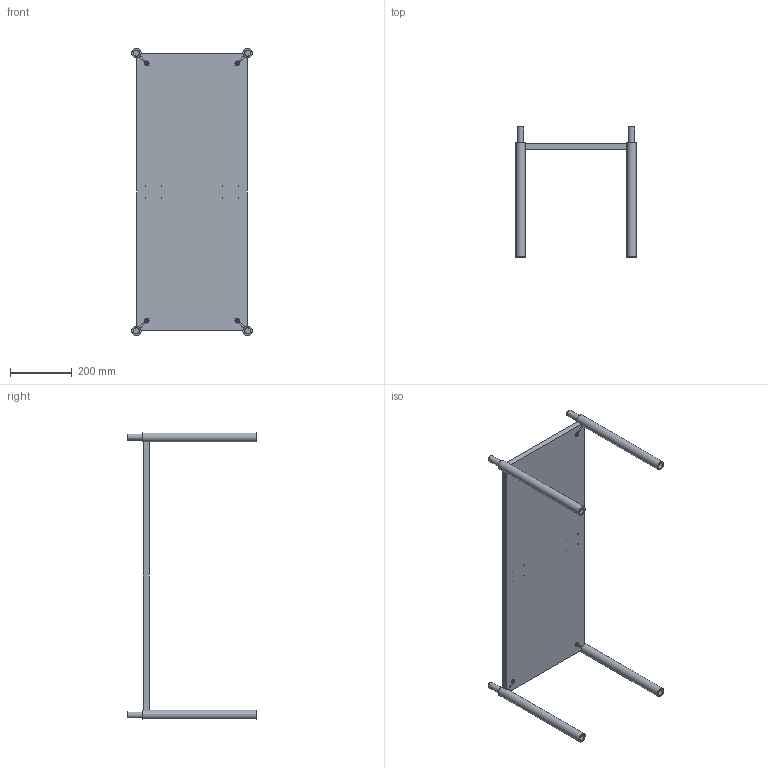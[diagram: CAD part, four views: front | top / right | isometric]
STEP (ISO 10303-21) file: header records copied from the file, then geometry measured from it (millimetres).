
FILE_DESCRIPTION(/* description */ (''),/* implementation_level */ '2;1');
FILE_NAME(/* name */ 'STILT_MODULE_3_ ASSEMBLY.stp',/* time_stamp */ '2018-06-22T15:02:28+02:00',/* author */ ('SørenNielsen'),/* organization */ (''),/* preprocessor_version */ 'ST-DEVELOPER v16.13',/* originating_system */ 'Autodesk Inventor 2018',/* authorisation */ '');
FILE_SCHEMA (('AUTOMOTIVE_DESIGN { 1 0 10303 214 3 1 1 }'));
Length unit declared in the file: millimetre
Products named in the file (8): STILT_MODULE_3_ ASSEMBLY; 180208_STILT_SHELF_19MM_REV6; STILT_LEG_REV6; STILT_LEG_BUSHING_SINGLE_LONG_ASSEMBLY; samlebeslag hus ø15x12,5; pinol M10x7,5 SW4; M6 Ø7x48,5 8 34 stål elg.; STILT_LEG_BUSHING_SHORT_REV6
Assembly tree (13 placements, depth 3):
  STILT_MODULE_3_ ASSEMBLY
    180208_STILT_SHELF_19MM_REV6
    STILT_LEG_BUSHING_SINGLE_LONG_ASSEMBLY  x4
      samlebeslag hus ø15x12,5
      pinol M10x7,5 SW4
      M6 Ø7x48,5 8 34 stål elg.
      STILT_LEG_BUSHING_SHORT_REV6
    STILT_LEG_REV6  x4
Bounding box: 389.89 x 420 x 929.89 mm (x, y, z)
Volume: 7054944.7 mm3; surface area: 921275.1 mm2
Topology: 21 solids, 21 shells, 282 faces, 684 edges, 440 vertices
Faces by surface type: plane 150, cylinder 84, cone 44, torus 4
Full cylindrical faces by diameter (mm): 1.5 x8, 4.917 x8, 6 x4, 7 x12, 7.3 x8, 8.376 x4, 10 x4, 15 x8, 16 x4, 20 x12, 30 x4
Entity records: 3602 total; most frequent: CARTESIAN_POINT 982, DIRECTION 502, ORIENTED_EDGE 394, AXIS2_PLACEMENT_3D 204, EDGE_CURVE 197, EDGE_LOOP 162, VERTEX_POINT 147, FACE_OUTER_BOUND 105
